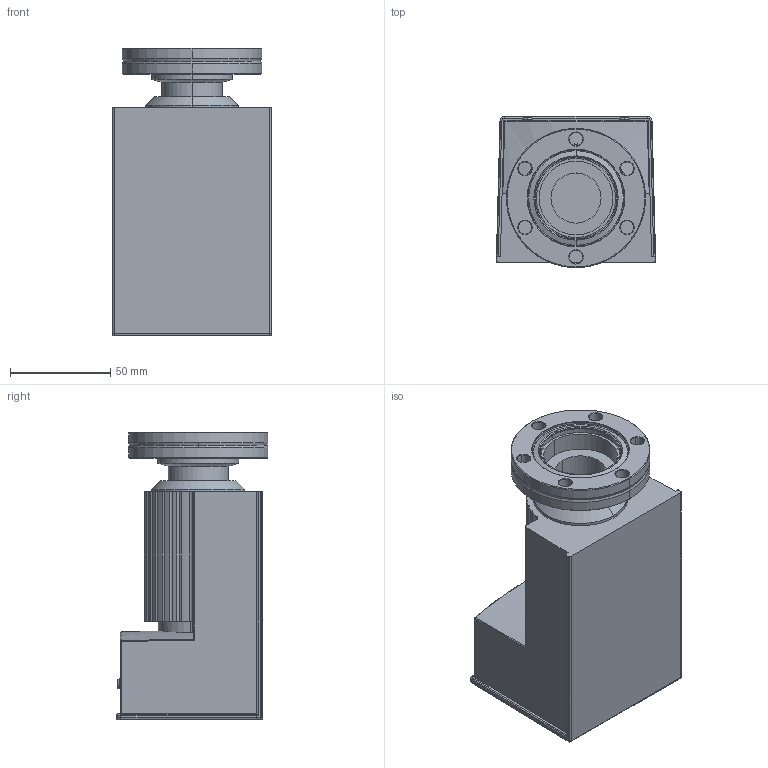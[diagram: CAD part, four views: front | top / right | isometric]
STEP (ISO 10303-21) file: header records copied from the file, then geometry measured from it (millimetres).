
FILE_DESCRIPTION((''),'2;1');
FILE_NAME('351-002.stp','2003-07-16T16:01:50',('BEM'),(''),'Autodesk Inventor (R) 6.0','Autodesk Inventor (R) 6.0','');
FILE_SCHEMA(('AUTOMOTIVE_DESIGN { 1 0 10303 214 1 1 1 1 }'));
Length unit declared in the file: millimetre
Products named in the file (1): 351-002
Bounding box: 79.4 x 75.75 x 143.55 mm (x, y, z)
Volume: 517675.5 mm3; surface area: 67293.9 mm2
Topology: 1 solids, 1 shells, 232 faces, 591 edges, 373 vertices
Faces by surface type: cylinder 104, plane 53, cone 39, bspline 22, torus 10, sphere 4
Entity records: 8084 total; most frequent: CARTESIAN_POINT 2298, DIRECTION 1293, ORIENTED_EDGE 1178, EDGE_CURVE 589, AXIS2_PLACEMENT_3D 516, VERTEX_POINT 373, CIRCLE 299, VECTOR 261
